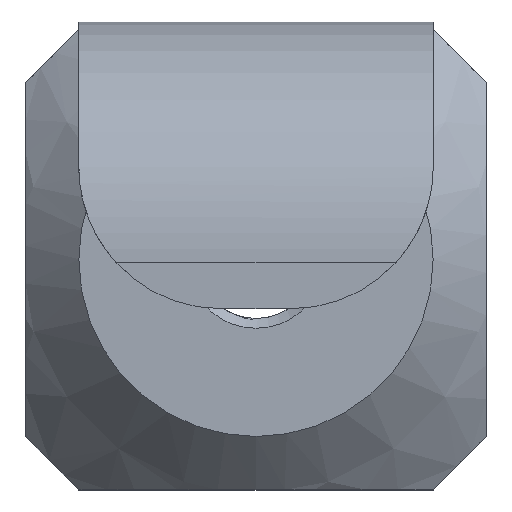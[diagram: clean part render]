
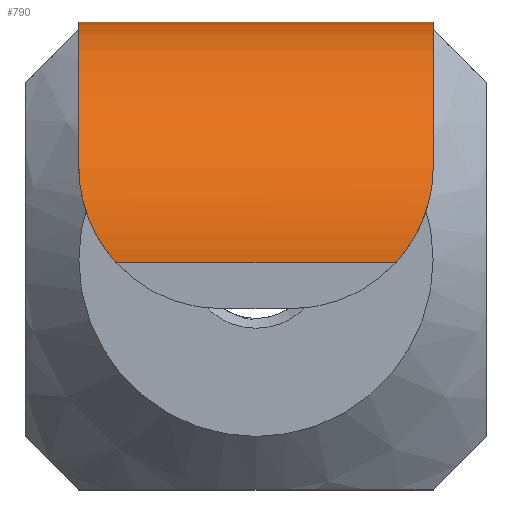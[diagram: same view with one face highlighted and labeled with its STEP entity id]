
A CAD part, top view. The second image highlights one B-rep face of the part: STEP entity #790.
In plain terms, the highlighted cylindrical face has radius 6.8 mm (diameter 13.6 mm), a partial arc.
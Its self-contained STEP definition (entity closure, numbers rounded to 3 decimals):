
#75=FACE_OUTER_BOUND('',#119,.T.);
#119=EDGE_LOOP('',(#645,#646,#647,#648,#649,#650));
#154=CIRCLE('',#860,6.8);
#155=CIRCLE('',#861,6.8);
#196=B_SPLINE_CURVE_WITH_KNOTS('',3,(#2397,#2398,#2399,#2400,#2401,#2402),
 .UNSPECIFIED.,.F.,.F.,(4,2,4),(-2.052,-1.898,-1.76),
 .UNSPECIFIED.);
#198=B_SPLINE_CURVE_WITH_KNOTS('',3,(#2423,#2424,#2425,#2426,#2427,#2428),
 .UNSPECIFIED.,.F.,.F.,(4,2,4),(1.76,1.898,2.052),
 .UNSPECIFIED.);
#219=LINE('',#2421,#271);
#220=LINE('',#2432,#272);
#271=VECTOR('',#978,1.);
#272=VECTOR('',#981,1.);
#355=VERTEX_POINT('',#2395);
#356=VERTEX_POINT('',#2396);
#361=VERTEX_POINT('',#2420);
#362=VERTEX_POINT('',#2422);
#363=VERTEX_POINT('',#2429);
#364=VERTEX_POINT('',#2431);
#457=EDGE_CURVE('',#355,#356,#196,.T.);
#463=EDGE_CURVE('',#361,#356,#219,.T.);
#464=EDGE_CURVE('',#361,#362,#198,.T.);
#465=EDGE_CURVE('',#362,#363,#154,.T.);
#466=EDGE_CURVE('',#363,#364,#220,.T.);
#467=EDGE_CURVE('',#364,#355,#155,.T.);
#645=ORIENTED_EDGE('',*,*,#457,.T.);
#646=ORIENTED_EDGE('',*,*,#463,.F.);
#647=ORIENTED_EDGE('',*,*,#464,.T.);
#648=ORIENTED_EDGE('',*,*,#465,.T.);
#649=ORIENTED_EDGE('',*,*,#466,.T.);
#650=ORIENTED_EDGE('',*,*,#467,.T.);
#763=CYLINDRICAL_SURFACE('',#859,6.8);
#790=ADVANCED_FACE('',(#75),#763,.T.);
#859=AXIS2_PLACEMENT_3D('',#2419,#976,#977);
#860=AXIS2_PLACEMENT_3D('',#2430,#979,#980);
#861=AXIS2_PLACEMENT_3D('',#2433,#982,#983);
#976=DIRECTION('center_axis',(-1.,0.,0.));
#977=DIRECTION('ref_axis',(0.,0.,1.));
#978=DIRECTION('',(-1.,0.,0.));
#979=DIRECTION('center_axis',(-1.,0.,0.));
#980=DIRECTION('ref_axis',(0.,0.,1.));
#981=DIRECTION('',(-1.,0.,0.));
#982=DIRECTION('center_axis',(1.,0.,0.));
#983=DIRECTION('ref_axis',(0.,0.,1.));
#2395=CARTESIAN_POINT('',(-5.,2.6,10.241));
#2396=CARTESIAN_POINT('',(-3.951,-0.1,10.8));
#2397=CARTESIAN_POINT('Ctrl Pts',(-5.,2.6,10.241));
#2398=CARTESIAN_POINT('Ctrl Pts',(-5.,2.13,10.444));
#2399=CARTESIAN_POINT('Ctrl Pts',(-4.911,1.606,10.602));
#2400=CARTESIAN_POINT('Ctrl Pts',(-4.535,0.667,10.772));
#2401=CARTESIAN_POINT('Ctrl Pts',(-4.267,0.245,10.8));
#2402=CARTESIAN_POINT('Ctrl Pts',(-3.951,-0.1,
10.8));
#2419=CARTESIAN_POINT('Origin',(5.,-0.1,4.));
#2420=CARTESIAN_POINT('',(3.951,-0.1,10.8));
#2421=CARTESIAN_POINT('',(5.,-0.1,10.8));
#2422=CARTESIAN_POINT('',(5.,2.6,10.241));
#2423=CARTESIAN_POINT('Ctrl Pts',(3.951,-0.1,
10.8));
#2424=CARTESIAN_POINT('Ctrl Pts',(4.267,0.245,10.8));
#2425=CARTESIAN_POINT('Ctrl Pts',(4.535,0.667,10.772));
#2426=CARTESIAN_POINT('Ctrl Pts',(4.911,1.606,10.602));
#2427=CARTESIAN_POINT('Ctrl Pts',(5.,2.13,10.444));
#2428=CARTESIAN_POINT('Ctrl Pts',(5.,2.6,10.241));
#2429=CARTESIAN_POINT('',(5.,6.7,4.));
#2430=CARTESIAN_POINT('Origin',(5.,-0.1,4.));
#2431=CARTESIAN_POINT('',(-5.,6.7,4.));
#2432=CARTESIAN_POINT('',(5.,6.7,4.));
#2433=CARTESIAN_POINT('Origin',(-5.,-0.1,4.));
